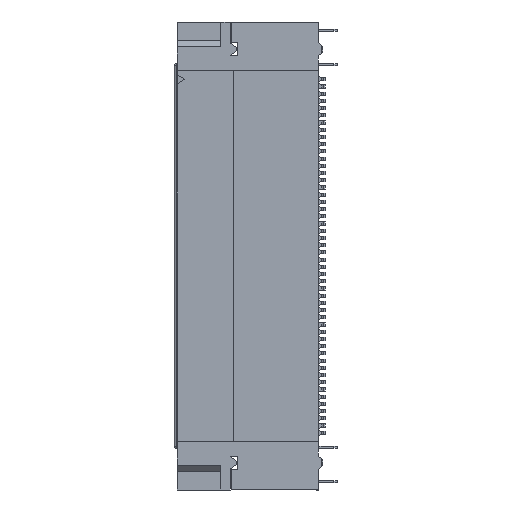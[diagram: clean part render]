
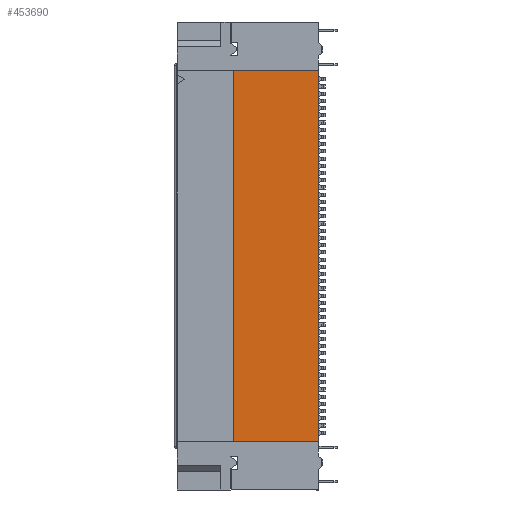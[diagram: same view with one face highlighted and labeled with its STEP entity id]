
A CAD part, left-side view. The second image highlights one B-rep face of the part: STEP entity #453690.
In plain terms, the highlighted planar face has unit normal (-1, 0, 0).
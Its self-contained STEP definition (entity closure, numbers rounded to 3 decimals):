
#440710=CARTESIAN_POINT('',(-6.923,5.231,12.175));
#440720=DIRECTION('',(0.,-1.,0.));
#440730=VECTOR('',#440720,1.);
#440740=LINE('',#440710,#440730);
#440750=CARTESIAN_POINT('',(-6.923,5.331,12.175));
#440760=VERTEX_POINT('',#440750);
#440770=CARTESIAN_POINT('',(-6.923,-4.119,12.175))
;
#440780=VERTEX_POINT('',#440770);
#440790=EDGE_CURVE('',#440760,#440780,#440740,.T.);
#441020=CARTESIAN_POINT('',(-6.923,5.331,
-28.975));
#441030=VERTEX_POINT('',#441020);
#441060=CARTESIAN_POINT('',(-6.923,5.231,
-28.975));
#441070=DIRECTION('',(0.,1.,0.));
#441080=VECTOR('',#441070,1.);
#441090=LINE('',#441060,#441080);
#441100=CARTESIAN_POINT('',(-6.923,-4.119,
-28.975));
#441110=VERTEX_POINT('',#441100);
#441120=EDGE_CURVE('',#441110,#441030,#441090,.T.);
#443590=CARTESIAN_POINT('',(-6.923,-4.119,
-8.6));
#443600=DIRECTION('',(0.,0.,-1.));
#443610=VECTOR('',#443600,1.);
#443620=LINE('',#443590,#443610);
#443630=EDGE_CURVE('',#440780,#441110,#443620,.T.);
#453470=CARTESIAN_POINT('',(-6.923,5.331,
-4.607));
#453480=DIRECTION('',(0.,0.,1.));
#453490=VECTOR('',#453480,1.);
#453500=LINE('',#453470,#453490);
#453510=EDGE_CURVE('',#441030,#440760,#453500,.T.);
#453580=CARTESIAN_POINT('',(-6.923,-4.119,-28.608
));
#453590=DIRECTION('',(1.,-0.,0.));
#453600=DIRECTION('',(0.,0.,-1.));
#453610=AXIS2_PLACEMENT_3D('',#453580,#453590,#453600);
#453620=PLANE('',#453610);
#453630=ORIENTED_EDGE('',*,*,#441120,.F.);
#453640=ORIENTED_EDGE('',*,*,#453510,.F.);
#453650=ORIENTED_EDGE('',*,*,#440790,.F.);
#453660=ORIENTED_EDGE('',*,*,#443630,.F.);
#453670=EDGE_LOOP('',(#453660,#453650,#453640,#453630));
#453680=FACE_OUTER_BOUND('',#453670,.T.);
#453690=ADVANCED_FACE('',(#453680),#453620,.F.);
